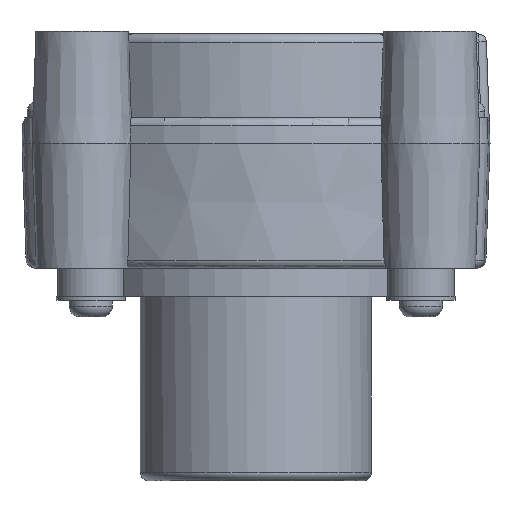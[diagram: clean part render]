
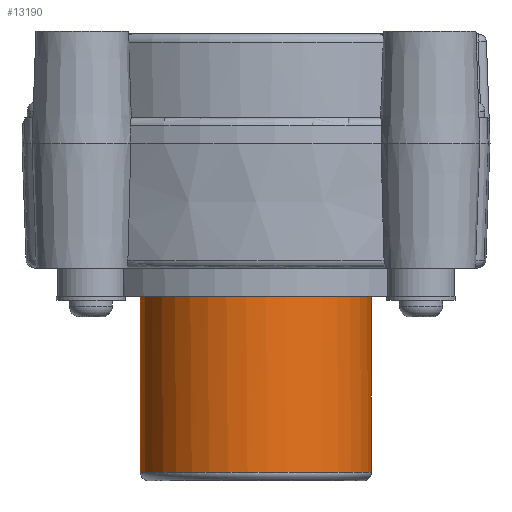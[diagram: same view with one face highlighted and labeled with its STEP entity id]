
A CAD part, front view. The second image highlights one B-rep face of the part: STEP entity #13190.
In plain terms, the highlighted cylindrical face has radius 10.998 mm (diameter 21.996 mm), a partial arc.
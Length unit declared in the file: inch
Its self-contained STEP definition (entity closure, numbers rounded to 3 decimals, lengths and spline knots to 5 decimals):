
#11392=CARTESIAN_POINT('',(-0.26637,0.34137,-1.223));
#11393=VERTEX_POINT('',#11392);
#11400=CARTESIAN_POINT('',(-0.16245,0.40137,-1.223));
#11401=VERTEX_POINT('',#11400);
#11402=CARTESIAN_POINT('',(0.0,0.0,-1.223));
#11403=DIRECTION('',(0.0,0.0,1.0));
#11404=DIRECTION('',(1.0,0.0,0.0));
#11405=AXIS2_PLACEMENT_3D('',#11402,#11403,#11404);
#11406=CIRCLE('',#11405,0.433);
#11407=EDGE_CURVE('',#11401,#11393,#11406,.T.);
#11460=CARTESIAN_POINT('',(-0.16245,0.40137,-1.231));
#11461=VERTEX_POINT('',#11460);
#11462=CARTESIAN_POINT('',(-0.16245,0.40137,-1.231));
#11463=DIRECTION('',(0.0,0.0,1.0));
#11464=VECTOR('',#11463,0.008);
#11465=LINE('',#11462,#11464);
#11466=EDGE_CURVE('',#11461,#11401,#11465,.T.);
#11500=CARTESIAN_POINT('',(-0.26637,0.34137,-1.231));
#11501=VERTEX_POINT('',#11500);
#11509=CARTESIAN_POINT('',(-0.26637,0.34137,-1.223));
#11510=DIRECTION('',(0.0,0.0,-1.0));
#11511=VECTOR('',#11510,0.008);
#11512=LINE('',#11509,#11511);
#11513=EDGE_CURVE('',#11393,#11501,#11512,.T.);
#11548=CARTESIAN_POINT('',(-0.125,0.41456,-1.231));
#11549=VERTEX_POINT('',#11548);
#11550=CARTESIAN_POINT('',(0.0,0.0,-1.231));
#11551=DIRECTION('',(0.0,0.0,-1.0));
#11552=DIRECTION('',(0.0,-1.0,0.0));
#11553=AXIS2_PLACEMENT_3D('',#11550,#11551,#11552);
#11554=CIRCLE('',#11553,0.433);
#11555=EDGE_CURVE('',#11461,#11549,#11554,.T.);
#11585=CARTESIAN_POINT('',(0.125,0.41456,-1.231));
#11586=VERTEX_POINT('',#11585);
#11604=CARTESIAN_POINT('',(0.0,0.0,-1.231));
#11605=DIRECTION('',(0.0,0.0,-1.0));
#11606=DIRECTION('',(0.0,-1.0,0.0));
#11607=AXIS2_PLACEMENT_3D('',#11604,#11605,#11606);
#11608=CIRCLE('',#11607,0.433);
#11609=EDGE_CURVE('',#11586,#11501,#11608,.T.);
#12232=CARTESIAN_POINT('',(0.125,0.41456,-0.517));
#12233=VERTEX_POINT('',#12232);
#12240=CARTESIAN_POINT('',(0.125,0.41456,-1.231));
#12241=DIRECTION('',(0.0,0.0,1.0));
#12242=VECTOR('',#12241,0.714);
#12243=LINE('',#12240,#12242);
#12244=EDGE_CURVE('',#11586,#12233,#12243,.T.);
#12262=CARTESIAN_POINT('',(-0.125,0.41456,-0.517));
#12263=VERTEX_POINT('',#12262);
#12270=CARTESIAN_POINT('',(0.0,0.0,-0.517));
#12271=DIRECTION('',(0.0,0.0,1.0));
#12272=DIRECTION('',(1.0,0.0,0.0));
#12273=AXIS2_PLACEMENT_3D('',#12270,#12271,#12272);
#12274=CIRCLE('',#12273,0.433);
#12275=EDGE_CURVE('',#12263,#12233,#12274,.T.);
#12334=CARTESIAN_POINT('',(-0.125,0.41456,-0.517));
#12335=DIRECTION('',(0.0,0.0,-1.0));
#12336=VECTOR('',#12335,0.714);
#12337=LINE('',#12334,#12336);
#12338=EDGE_CURVE('',#12263,#11549,#12337,.T.);
#13175=CARTESIAN_POINT('',(0.0,0.0,-0.517));
#13176=DIRECTION('',(0.0,0.0,-1.0));
#13177=DIRECTION('',(1.0,0.0,0.0));
#13178=AXIS2_PLACEMENT_3D('',#13175,#13176,#13177);
#13179=CYLINDRICAL_SURFACE('',#13178,0.433);
#13180=ORIENTED_EDGE('',*,*,#11513,.T.);
#13181=ORIENTED_EDGE('',*,*,#11609,.F.);
#13182=ORIENTED_EDGE('',*,*,#12244,.T.);
#13183=ORIENTED_EDGE('',*,*,#12275,.F.);
#13184=ORIENTED_EDGE('',*,*,#12338,.T.);
#13185=ORIENTED_EDGE('',*,*,#11555,.F.);
#13186=ORIENTED_EDGE('',*,*,#11466,.T.);
#13187=ORIENTED_EDGE('',*,*,#11407,.T.);
#13188=EDGE_LOOP('',(#13180,#13181,#13182,#13183,#13184,#13185,#13186,#13187));
#13189=FACE_OUTER_BOUND('',#13188,.T.);
#13190=ADVANCED_FACE('',(#13189),#13179,.T.);
